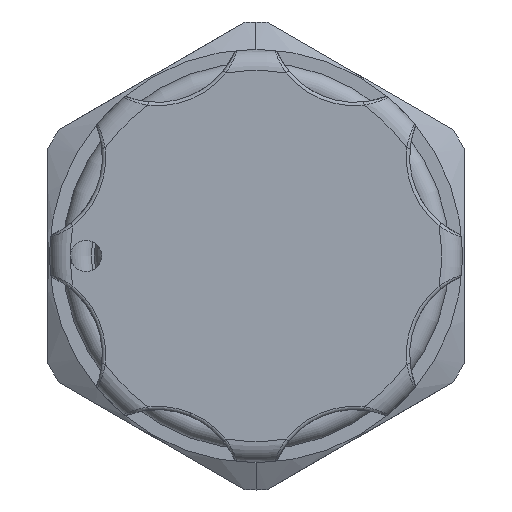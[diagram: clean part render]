
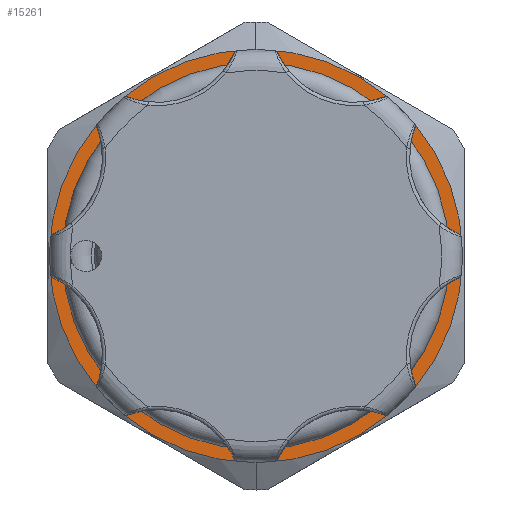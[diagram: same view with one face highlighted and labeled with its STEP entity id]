
A CAD part, left-side view. The second image highlights one B-rep face of the part: STEP entity #15261.
In plain terms, the highlighted planar face has unit normal (-1, 0, 0).
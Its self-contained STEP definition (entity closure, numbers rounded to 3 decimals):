
#494 = DIRECTION ( 'NONE',  ( 0., 0., 1. ) ) ;
#568 = ORIENTED_EDGE ( 'NONE', *, *, #9310, .F. ) ;
#859 = DIRECTION ( 'NONE',  ( 0., 0., -1. ) ) ;
#1102 = DIRECTION ( 'NONE',  ( -1., 0., 0. ) ) ;
#1452 = CARTESIAN_POINT ( 'NONE',  ( -12.277, 0., 9.5 ) ) ;
#1873 = DIRECTION ( 'NONE',  ( 0., 0., -1. ) ) ;
#1924 = DIRECTION ( 'NONE',  ( -1., 0., 0. ) ) ;
#2052 = DIRECTION ( 'NONE',  ( 1., 0., 0. ) ) ;
#2810 = AXIS2_PLACEMENT_3D ( 'NONE', #8660, #1102, #4949 ) ;
#3184 = VERTEX_POINT ( 'NONE', #6926 ) ;
#3451 = CARTESIAN_POINT ( 'NONE',  ( -12.277, 0., 11.923 ) ) ;
#3658 = EDGE_CURVE ( 'NONE', #5569, #12049, #11436, .T. ) ;
#3703 = CIRCLE ( 'NONE', #2810, 9.5 ) ;
#4123 = CARTESIAN_POINT ( 'NONE',  ( -12.277, 0., -11.923 ) ) ;
#4806 = VERTEX_POINT ( 'NONE', #1452 ) ;
#4949 = DIRECTION ( 'NONE',  ( 0., 0., 1. ) ) ;
#5569 = VERTEX_POINT ( 'NONE', #4123 ) ;
#5839 = EDGE_LOOP ( 'NONE', ( #8412, #10465 ) ) ;
#6649 = AXIS2_PLACEMENT_3D ( 'NONE', #13056, #6845, #8109 ) ;
#6845 = DIRECTION ( 'NONE',  ( -1., 0., 0. ) ) ;
#6926 = CARTESIAN_POINT ( 'NONE',  ( -12.277, 0., -9.5 ) ) ;
#7707 = ORIENTED_EDGE ( 'NONE', *, *, #12615, .F. ) ;
#7979 = AXIS2_PLACEMENT_3D ( 'NONE', #12785, #11846, #494 ) ;
#8109 = DIRECTION ( 'NONE',  ( 0., 0., -1. ) ) ;
#8412 = ORIENTED_EDGE ( 'NONE', *, *, #3658, .T. ) ;
#8660 = CARTESIAN_POINT ( 'NONE',  ( -12.277, 0., 0. ) ) ;
#9310 = EDGE_CURVE ( 'NONE', #3184, #4806, #14787, .T. ) ;
#10268 = CIRCLE ( 'NONE', #10304, 11.923 ) ;
#10304 = AXIS2_PLACEMENT_3D ( 'NONE', #14349, #1924, #1873 ) ;
#10465 = ORIENTED_EDGE ( 'NONE', *, *, #10952, .T. ) ;
#10952 = EDGE_CURVE ( 'NONE', #12049, #5569, #10268, .T. ) ;
#11436 = CIRCLE ( 'NONE', #6649, 11.923 ) ;
#11846 = DIRECTION ( 'NONE',  ( -1., 0., 0. ) ) ;
#12049 = VERTEX_POINT ( 'NONE', #3451 ) ;
#12107 = CARTESIAN_POINT ( 'NONE',  ( -12.277, 9.5, 0. ) ) ;
#12615 = EDGE_CURVE ( 'NONE', #4806, #3184, #3703, .T. ) ;
#12785 = CARTESIAN_POINT ( 'NONE',  ( -12.277, 0., 0. ) ) ;
#13056 = CARTESIAN_POINT ( 'NONE',  ( -12.277, 0., 0. ) ) ;
#13844 = FACE_BOUND ( 'NONE', #14275, .T. ) ;
#14152 = AXIS2_PLACEMENT_3D ( 'NONE', #12107, #2052, #859 ) ;
#14275 = EDGE_LOOP ( 'NONE', ( #7707, #568 ) ) ;
#14308 = PLANE ( 'NONE',  #14152 ) ;
#14349 = CARTESIAN_POINT ( 'NONE',  ( -12.277, 0., 0. ) ) ;
#14787 = CIRCLE ( 'NONE', #7979, 9.5 ) ;
#14886 = FACE_OUTER_BOUND ( 'NONE', #5839, .T. ) ;
#15261 = ADVANCED_FACE ( 'NONE', ( #14886, #13844 ), #14308, .F. ) ;
